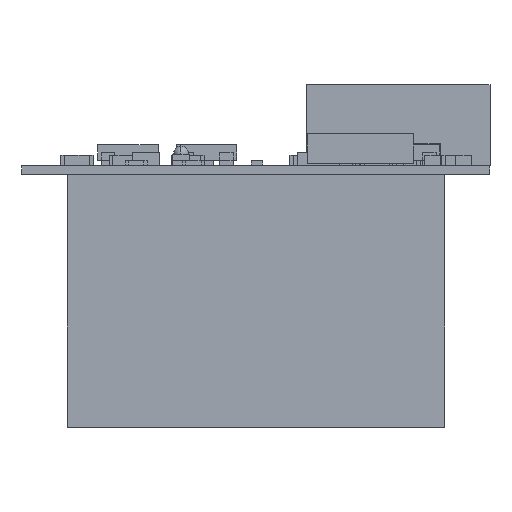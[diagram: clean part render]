
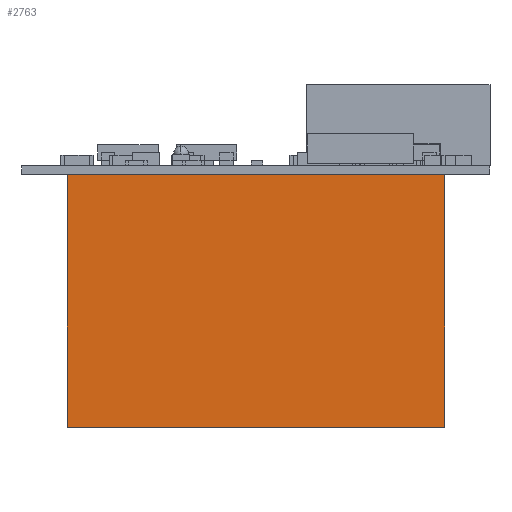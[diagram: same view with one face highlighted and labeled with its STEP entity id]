
A CAD part, left-side view. The second image highlights one B-rep face of the part: STEP entity #2763.
In plain terms, the highlighted planar face has unit normal (-1, 0, 0).
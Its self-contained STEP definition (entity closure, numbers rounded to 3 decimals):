
#2763 = ADVANCED_FACE('',(#2764),#2778,.T.);
#2764 = FACE_BOUND('',#2765,.T.);
#2765 = EDGE_LOOP('',(#2766,#2801,#2829,#2857));
#2766 = ORIENTED_EDGE('',*,*,#2767,.T.);
#2767 = EDGE_CURVE('',#2768,#2770,#2772,.T.);
#2768 = VERTEX_POINT('',#2769);
#2769 = CARTESIAN_POINT('',(-21.627,-9.017,0.));
#2770 = VERTEX_POINT('',#2771);
#2771 = CARTESIAN_POINT('',(-21.627,-9.017,12.09));
#2772 = SURFACE_CURVE('',#2773,(#2777,#2789),.PCURVE_S1.);
#2773 = LINE('',#2774,#2775);
#2774 = CARTESIAN_POINT('',(-21.627,-9.017,0.));
#2775 = VECTOR('',#2776,1.);
#2776 = DIRECTION('',(0.,0.,1.));
#2777 = PCURVE('',#2778,#2783);
#2778 = PLANE('',#2779);
#2779 = AXIS2_PLACEMENT_3D('',#2780,#2781,#2782);
#2780 = CARTESIAN_POINT('',(-21.627,-9.017,0.));
#2781 = DIRECTION('',(-1.,0.,0.));
#2782 = DIRECTION('',(0.,1.,0.));
#2783 = DEFINITIONAL_REPRESENTATION('',(#2784),#2788);
#2784 = LINE('',#2785,#2786);
#2785 = CARTESIAN_POINT('',(0.,0.));
#2786 = VECTOR('',#2787,1.);
#2787 = DIRECTION('',(0.,-1.));
#2788 = ( GEOMETRIC_REPRESENTATION_CONTEXT(2) 
PARAMETRIC_REPRESENTATION_CONTEXT() REPRESENTATION_CONTEXT('2D SPACE',''
  ) );
#2789 = PCURVE('',#2790,#2795);
#2790 = PLANE('',#2791);
#2791 = AXIS2_PLACEMENT_3D('',#2792,#2793,#2794);
#2792 = CARTESIAN_POINT('',(21.627,-9.017,0.));
#2793 = DIRECTION('',(0.,-1.,0.));
#2794 = DIRECTION('',(-1.,0.,0.));
#2795 = DEFINITIONAL_REPRESENTATION('',(#2796),#2800);
#2796 = LINE('',#2797,#2798);
#2797 = CARTESIAN_POINT('',(43.254,0.));
#2798 = VECTOR('',#2799,1.);
#2799 = DIRECTION('',(0.,-1.));
#2800 = ( GEOMETRIC_REPRESENTATION_CONTEXT(2) 
PARAMETRIC_REPRESENTATION_CONTEXT() REPRESENTATION_CONTEXT('2D SPACE',''
  ) );
#2801 = ORIENTED_EDGE('',*,*,#2802,.T.);
#2802 = EDGE_CURVE('',#2770,#2803,#2805,.T.);
#2803 = VERTEX_POINT('',#2804);
#2804 = CARTESIAN_POINT('',(-21.627,9.017,12.09));
#2805 = SURFACE_CURVE('',#2806,(#2810,#2817),.PCURVE_S1.);
#2806 = LINE('',#2807,#2808);
#2807 = CARTESIAN_POINT('',(-21.627,-9.017,12.09));
#2808 = VECTOR('',#2809,1.);
#2809 = DIRECTION('',(0.,1.,0.));
#2810 = PCURVE('',#2778,#2811);
#2811 = DEFINITIONAL_REPRESENTATION('',(#2812),#2816);
#2812 = LINE('',#2813,#2814);
#2813 = CARTESIAN_POINT('',(0.,-12.09));
#2814 = VECTOR('',#2815,1.);
#2815 = DIRECTION('',(1.,0.));
#2816 = ( GEOMETRIC_REPRESENTATION_CONTEXT(2) 
PARAMETRIC_REPRESENTATION_CONTEXT() REPRESENTATION_CONTEXT('2D SPACE',''
  ) );
#2817 = PCURVE('',#2818,#2823);
#2818 = PLANE('',#2819);
#2819 = AXIS2_PLACEMENT_3D('',#2820,#2821,#2822);
#2820 = CARTESIAN_POINT('',(-21.627,-9.017,12.09));
#2821 = DIRECTION('',(0.,0.,1.));
#2822 = DIRECTION('',(1.,0.,0.));
#2823 = DEFINITIONAL_REPRESENTATION('',(#2824),#2828);
#2824 = LINE('',#2825,#2826);
#2825 = CARTESIAN_POINT('',(0.,0.));
#2826 = VECTOR('',#2827,1.);
#2827 = DIRECTION('',(0.,1.));
#2828 = ( GEOMETRIC_REPRESENTATION_CONTEXT(2) 
PARAMETRIC_REPRESENTATION_CONTEXT() REPRESENTATION_CONTEXT('2D SPACE',''
  ) );
#2829 = ORIENTED_EDGE('',*,*,#2830,.F.);
#2830 = EDGE_CURVE('',#2831,#2803,#2833,.T.);
#2831 = VERTEX_POINT('',#2832);
#2832 = CARTESIAN_POINT('',(-21.627,9.017,0.));
#2833 = SURFACE_CURVE('',#2834,(#2838,#2845),.PCURVE_S1.);
#2834 = LINE('',#2835,#2836);
#2835 = CARTESIAN_POINT('',(-21.627,9.017,0.));
#2836 = VECTOR('',#2837,1.);
#2837 = DIRECTION('',(0.,0.,1.));
#2838 = PCURVE('',#2778,#2839);
#2839 = DEFINITIONAL_REPRESENTATION('',(#2840),#2844);
#2840 = LINE('',#2841,#2842);
#2841 = CARTESIAN_POINT('',(18.034,0.));
#2842 = VECTOR('',#2843,1.);
#2843 = DIRECTION('',(0.,-1.));
#2844 = ( GEOMETRIC_REPRESENTATION_CONTEXT(2) 
PARAMETRIC_REPRESENTATION_CONTEXT() REPRESENTATION_CONTEXT('2D SPACE',''
  ) );
#2845 = PCURVE('',#2846,#2851);
#2846 = PLANE('',#2847);
#2847 = AXIS2_PLACEMENT_3D('',#2848,#2849,#2850);
#2848 = CARTESIAN_POINT('',(-21.627,9.017,0.));
#2849 = DIRECTION('',(0.,1.,0.));
#2850 = DIRECTION('',(1.,0.,0.));
#2851 = DEFINITIONAL_REPRESENTATION('',(#2852),#2856);
#2852 = LINE('',#2853,#2854);
#2853 = CARTESIAN_POINT('',(0.,0.));
#2854 = VECTOR('',#2855,1.);
#2855 = DIRECTION('',(0.,-1.));
#2856 = ( GEOMETRIC_REPRESENTATION_CONTEXT(2) 
PARAMETRIC_REPRESENTATION_CONTEXT() REPRESENTATION_CONTEXT('2D SPACE',''
  ) );
#2857 = ORIENTED_EDGE('',*,*,#2858,.F.);
#2858 = EDGE_CURVE('',#2768,#2831,#2859,.T.);
#2859 = SURFACE_CURVE('',#2860,(#2864,#2871),.PCURVE_S1.);
#2860 = LINE('',#2861,#2862);
#2861 = CARTESIAN_POINT('',(-21.627,-9.017,0.));
#2862 = VECTOR('',#2863,1.);
#2863 = DIRECTION('',(0.,1.,0.));
#2864 = PCURVE('',#2778,#2865);
#2865 = DEFINITIONAL_REPRESENTATION('',(#2866),#2870);
#2866 = LINE('',#2867,#2868);
#2867 = CARTESIAN_POINT('',(0.,0.));
#2868 = VECTOR('',#2869,1.);
#2869 = DIRECTION('',(1.,0.));
#2870 = ( GEOMETRIC_REPRESENTATION_CONTEXT(2) 
PARAMETRIC_REPRESENTATION_CONTEXT() REPRESENTATION_CONTEXT('2D SPACE',''
  ) );
#2871 = PCURVE('',#2872,#2877);
#2872 = PLANE('',#2873);
#2873 = AXIS2_PLACEMENT_3D('',#2874,#2875,#2876);
#2874 = CARTESIAN_POINT('',(-21.627,-9.017,0.));
#2875 = DIRECTION('',(0.,0.,1.));
#2876 = DIRECTION('',(1.,0.,0.));
#2877 = DEFINITIONAL_REPRESENTATION('',(#2878),#2882);
#2878 = LINE('',#2879,#2880);
#2879 = CARTESIAN_POINT('',(0.,0.));
#2880 = VECTOR('',#2881,1.);
#2881 = DIRECTION('',(0.,1.));
#2882 = ( GEOMETRIC_REPRESENTATION_CONTEXT(2) 
PARAMETRIC_REPRESENTATION_CONTEXT() REPRESENTATION_CONTEXT('2D SPACE',''
  ) );
